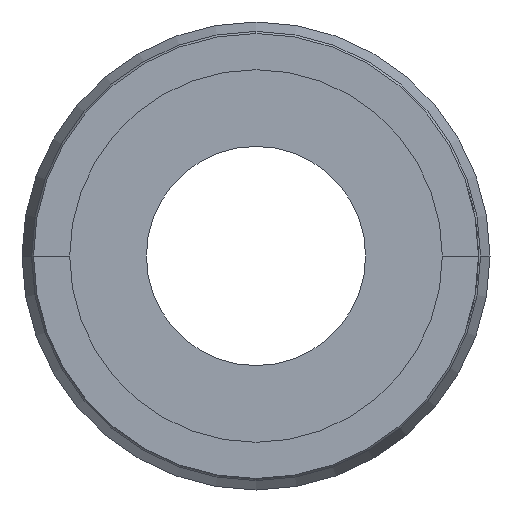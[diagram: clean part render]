
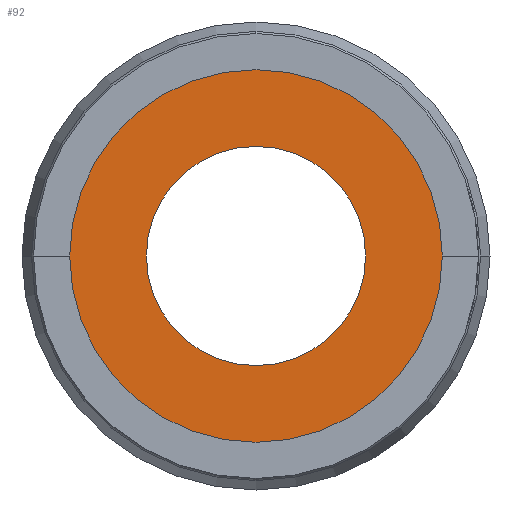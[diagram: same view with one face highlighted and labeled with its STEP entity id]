
A CAD part, front view. The second image highlights one B-rep face of the part: STEP entity #92.
In plain terms, the highlighted planar face has unit normal (0, -1, 0).
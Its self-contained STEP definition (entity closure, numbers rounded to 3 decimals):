
#92=ADVANCED_FACE('',(#215,#216),#217,.T.);
#215=FACE_BOUND('',#371,.T.);
#216=FACE_OUTER_BOUND('',#372,.T.);
#217=PLANE('',#373);
#371=EDGE_LOOP('',(#787,#788));
#372=EDGE_LOOP('',(#789,#790));
#373=AXIS2_PLACEMENT_3D('',#791,#792,#793);
#787=ORIENTED_EDGE('',*,*,#1125,.T.);
#788=ORIENTED_EDGE('',*,*,#1124,.T.);
#789=ORIENTED_EDGE('',*,*,#1088,.F.);
#790=ORIENTED_EDGE('',*,*,#1147,.F.);
#791=CARTESIAN_POINT('',(1.7,0.0,0.0));
#792=DIRECTION('',(-0.0,-1.0,-0.0));
#793=DIRECTION('',(-1.0,0.0,0.0));
#1088=EDGE_CURVE('',#1332,#1334,#1335,.T.);
#1124=EDGE_CURVE('',#1391,#1395,#1397,.T.);
#1125=EDGE_CURVE('',#1395,#1391,#1398,.T.);
#1147=EDGE_CURVE('',#1334,#1332,#1426,.T.);
#1332=VERTEX_POINT('',#1657);
#1334=VERTEX_POINT('',#1660);
#1335=CIRCLE('',#1661,3.4);
#1391=VERTEX_POINT('',#1729);
#1395=VERTEX_POINT('',#1734);
#1397=CIRCLE('',#1737,2.0);
#1398=CIRCLE('',#1738,2.0);
#1426=CIRCLE('',#1781,3.4);
#1657=CARTESIAN_POINT('',(3.4,0.0,0.0));
#1660=CARTESIAN_POINT('',(-3.4,0.0,0.));
#1661=AXIS2_PLACEMENT_3D('',#1993,#1994,#1995);
#1729=CARTESIAN_POINT('',(2.0,0.0,0.));
#1734=CARTESIAN_POINT('',(-2.0,0.0,0.));
#1737=AXIS2_PLACEMENT_3D('',#2073,#2074,#2075);
#1738=AXIS2_PLACEMENT_3D('',#2076,#2077,#2078);
#1781=AXIS2_PLACEMENT_3D('',#2127,#2128,#2129);
#1993=CARTESIAN_POINT('',(0.0,0.0,0.0));
#1994=DIRECTION('',(-0.0,1.0,0.0));
#1995=DIRECTION('',(1.0,0.0,0.0));
#2073=CARTESIAN_POINT('',(0.0,0.0,0.0));
#2074=DIRECTION('',(-0.0,1.0,0.0));
#2075=DIRECTION('',(1.0,0.0,0.0));
#2076=CARTESIAN_POINT('',(0.0,0.0,0.0));
#2077=DIRECTION('',(-0.0,1.0,0.0));
#2078=DIRECTION('',(1.0,0.0,0.0));
#2127=CARTESIAN_POINT('',(0.0,0.0,0.0));
#2128=DIRECTION('',(-0.0,1.0,0.0));
#2129=DIRECTION('',(1.0,0.0,0.0));
